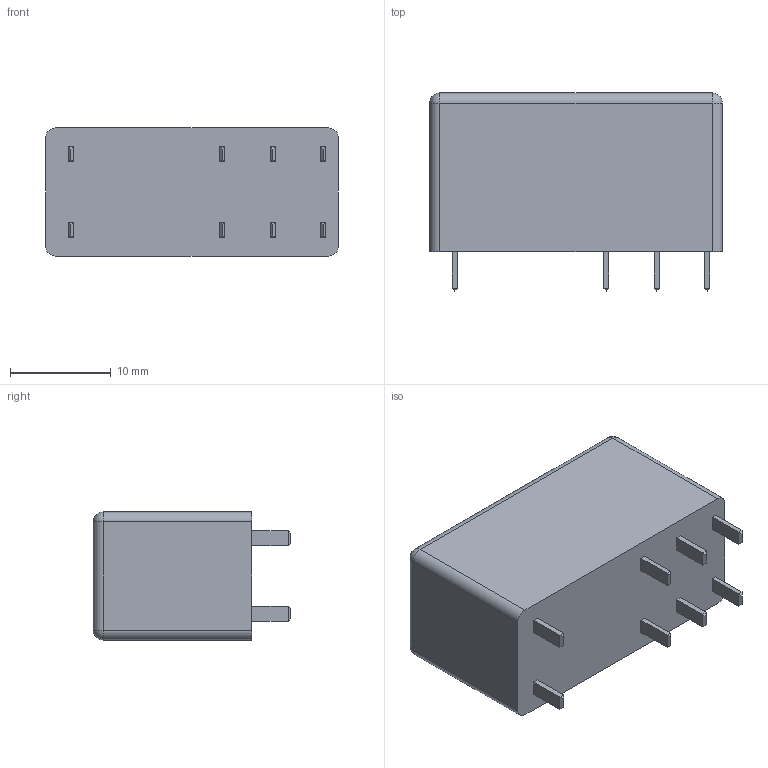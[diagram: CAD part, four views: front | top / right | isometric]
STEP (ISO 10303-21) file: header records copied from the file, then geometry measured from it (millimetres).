
FILE_DESCRIPTION((''),'2;1');
FILE_NAME('RM84.stp','2014-08-27T15:00:54',('roland'),(''),'Autodesk Inventor 2013','Autodesk Inventor 2013','');
FILE_SCHEMA(('CONFIG_CONTROL_DESIGN'));
Length unit declared in the file: millimetre
Products named in the file (1): RM84
Bounding box: 29 x 19.6 x 12.7 mm (x, y, z)
Volume: 5774.2 mm3; surface area: 2101.1 mm2
Topology: 1 solids, 1 shells, 82 faces, 172 edges, 100 vertices
Faces by surface type: plane 70, cylinder 8, sphere 4
Entity records: 2151 total; most frequent: CARTESIAN_POINT 355, DIRECTION 354, ORIENTED_EDGE 344, EDGE_CURVE 172, VECTOR 156, LINE 156, VERTEX_POINT 100, AXIS2_PLACEMENT_3D 99
